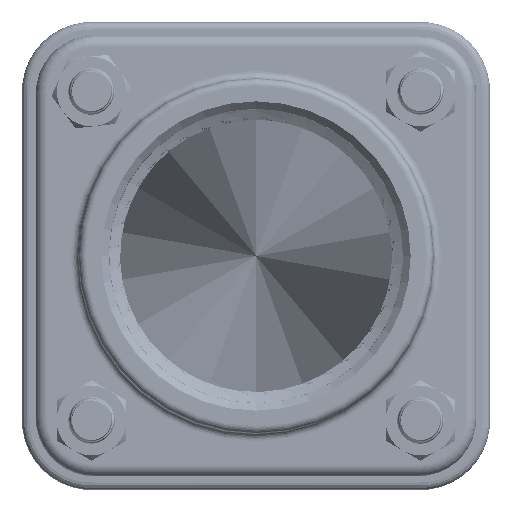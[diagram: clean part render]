
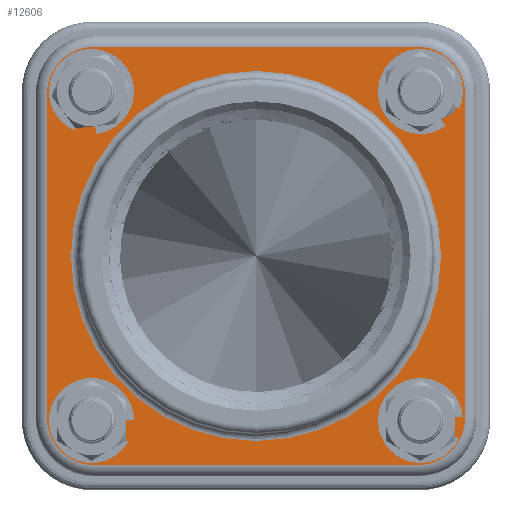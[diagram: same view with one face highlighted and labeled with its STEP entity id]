
A CAD part, front view. The second image highlights one B-rep face of the part: STEP entity #12606.
In plain terms, the highlighted face is planar.
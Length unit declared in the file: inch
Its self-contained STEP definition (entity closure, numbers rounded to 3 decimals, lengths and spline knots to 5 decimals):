
#630=PLANE('',#13696);
#1006=FACE_OUTER_BOUND('',#2453,.T.);
#1646=CIRCLE('',#13694,1.495);
#1647=CIRCLE('',#13695,1.495);
#1648=CIRCLE('',#13697,0.38);
#1649=CIRCLE('',#13698,0.38);
#1650=CIRCLE('',#13699,0.38);
#1651=CIRCLE('',#13700,0.38);
#1652=CIRCLE('',#13701,0.203);
#1653=CIRCLE('',#13702,0.203);
#1654=CIRCLE('',#13703,0.203);
#1655=CIRCLE('',#13704,0.203);
#2075=FACE_BOUND('',#2454,.T.);
#2076=FACE_BOUND('',#2455,.T.);
#2077=FACE_BOUND('',#2456,.T.);
#2078=FACE_BOUND('',#2457,.T.);
#2079=FACE_BOUND('',#2458,.T.);
#2453=EDGE_LOOP('',(#9916,#9917,#9918,#9919,#9920,#9921,#9922,#9923));
#2454=EDGE_LOOP('',(#9924));
#2455=EDGE_LOOP('',(#9925));
#2456=EDGE_LOOP('',(#9926));
#2457=EDGE_LOOP('',(#9927));
#2458=EDGE_LOOP('',(#9928,#9929));
#3778=LINE('',#24750,#4600);
#3779=LINE('',#24754,#4601);
#3780=LINE('',#24758,#4602);
#3781=LINE('',#24762,#4603);
#4600=VECTOR('',#15951,0.3937);
#4601=VECTOR('',#15954,0.3937);
#4602=VECTOR('',#15957,0.3937);
#4603=VECTOR('',#15960,0.3937);
#5561=VERTEX_POINT('',#24742);
#5562=VERTEX_POINT('',#24744);
#5563=VERTEX_POINT('',#24748);
#5564=VERTEX_POINT('',#24749);
#5565=VERTEX_POINT('',#24751);
#5566=VERTEX_POINT('',#24753);
#5567=VERTEX_POINT('',#24755);
#5568=VERTEX_POINT('',#24757);
#5569=VERTEX_POINT('',#24759);
#5570=VERTEX_POINT('',#24761);
#5571=VERTEX_POINT('',#24764);
#5572=VERTEX_POINT('',#24766);
#5573=VERTEX_POINT('',#24768);
#5574=VERTEX_POINT('',#24770);
#7123=EDGE_CURVE('',#5561,#5562,#1646,.T.);
#7124=EDGE_CURVE('',#5562,#5561,#1647,.T.);
#7125=EDGE_CURVE('',#5563,#5564,#3778,.T.);
#7126=EDGE_CURVE('',#5565,#5563,#1648,.T.);
#7127=EDGE_CURVE('',#5566,#5565,#3779,.T.);
#7128=EDGE_CURVE('',#5567,#5566,#1649,.T.);
#7129=EDGE_CURVE('',#5568,#5567,#3780,.T.);
#7130=EDGE_CURVE('',#5569,#5568,#1650,.T.);
#7131=EDGE_CURVE('',#5570,#5569,#3781,.T.);
#7132=EDGE_CURVE('',#5564,#5570,#1651,.T.);
#7133=EDGE_CURVE('',#5571,#5571,#1652,.T.);
#7134=EDGE_CURVE('',#5572,#5572,#1653,.T.);
#7135=EDGE_CURVE('',#5573,#5573,#1654,.T.);
#7136=EDGE_CURVE('',#5574,#5574,#1655,.T.);
#9916=ORIENTED_EDGE('',*,*,#7125,.F.);
#9917=ORIENTED_EDGE('',*,*,#7126,.F.);
#9918=ORIENTED_EDGE('',*,*,#7127,.F.);
#9919=ORIENTED_EDGE('',*,*,#7128,.F.);
#9920=ORIENTED_EDGE('',*,*,#7129,.F.);
#9921=ORIENTED_EDGE('',*,*,#7130,.F.);
#9922=ORIENTED_EDGE('',*,*,#7131,.F.);
#9923=ORIENTED_EDGE('',*,*,#7132,.F.);
#9924=ORIENTED_EDGE('',*,*,#7133,.T.);
#9925=ORIENTED_EDGE('',*,*,#7134,.T.);
#9926=ORIENTED_EDGE('',*,*,#7135,.T.);
#9927=ORIENTED_EDGE('',*,*,#7136,.T.);
#9928=ORIENTED_EDGE('',*,*,#7124,.F.);
#9929=ORIENTED_EDGE('',*,*,#7123,.F.);
#12606=ADVANCED_FACE('',(#1006,#2075,#2076,#2077,#2078,#2079),#630,.T.);
#13694=AXIS2_PLACEMENT_3D('',#24745,#15945,#15946);
#13695=AXIS2_PLACEMENT_3D('',#24746,#15947,#15948);
#13696=AXIS2_PLACEMENT_3D('',#24747,#15949,#15950);
#13697=AXIS2_PLACEMENT_3D('',#24752,#15952,#15953);
#13698=AXIS2_PLACEMENT_3D('',#24756,#15955,#15956);
#13699=AXIS2_PLACEMENT_3D('',#24760,#15958,#15959);
#13700=AXIS2_PLACEMENT_3D('',#24763,#15961,#15962);
#13701=AXIS2_PLACEMENT_3D('',#24765,#15963,#15964);
#13702=AXIS2_PLACEMENT_3D('',#24767,#15965,#15966);
#13703=AXIS2_PLACEMENT_3D('',#24769,#15967,#15968);
#13704=AXIS2_PLACEMENT_3D('',#24771,#15969,#15970);
#15945=DIRECTION('center_axis',(-1.,0.,0.));
#15946=DIRECTION('ref_axis',(0.,-1.,0.));
#15947=DIRECTION('center_axis',(-1.,0.,0.));
#15948=DIRECTION('ref_axis',(0.,-1.,0.));
#15949=DIRECTION('center_axis',(-1.,0.,0.));
#15950=DIRECTION('ref_axis',(0.,0.,1.));
#15951=DIRECTION('',(0.,0.,1.));
#15952=DIRECTION('center_axis',(1.,0.,0.));
#15953=DIRECTION('ref_axis',(0.,0.707,-0.707));
#15954=DIRECTION('',(0.,1.,0.));
#15955=DIRECTION('center_axis',(1.,0.,0.));
#15956=DIRECTION('ref_axis',(0.,-0.707,-0.707));
#15957=DIRECTION('',(0.,0.,-1.));
#15958=DIRECTION('center_axis',(1.,0.,0.));
#15959=DIRECTION('ref_axis',(0.,-0.707,0.707));
#15960=DIRECTION('',(0.,-1.,0.));
#15961=DIRECTION('center_axis',(1.,0.,0.));
#15962=DIRECTION('ref_axis',(0.,0.707,0.707));
#15963=DIRECTION('center_axis',(1.,0.,0.));
#15964=DIRECTION('ref_axis',(0.,0.,1.));
#15965=DIRECTION('center_axis',(1.,0.,0.));
#15966=DIRECTION('ref_axis',(0.,1.,0.));
#15967=DIRECTION('center_axis',(1.,0.,0.));
#15968=DIRECTION('ref_axis',(0.,0.,-1.));
#15969=DIRECTION('center_axis',(1.,0.,0.));
#15970=DIRECTION('ref_axis',(0.,-1.,0.));
#24742=CARTESIAN_POINT('',(-0.75,0.,1.495));
#24744=CARTESIAN_POINT('',(-0.75,1.495,0.));
#24745=CARTESIAN_POINT('Origin',(-0.75,0.,0.));
#24746=CARTESIAN_POINT('Origin',(-0.75,0.,0.));
#24747=CARTESIAN_POINT('Origin',(-0.75,1.6075,0.));
#24748=CARTESIAN_POINT('',(-0.75,1.69,-1.31));
#24749=CARTESIAN_POINT('',(-0.75,1.69,1.31));
#24750=CARTESIAN_POINT('',(-0.75,1.69,-0.655));
#24751=CARTESIAN_POINT('',(-0.75,1.31,-1.69));
#24752=CARTESIAN_POINT('Origin',(-0.75,1.31,-1.31));
#24753=CARTESIAN_POINT('',(-0.75,-1.31,-1.69));
#24754=CARTESIAN_POINT('',(-0.75,0.14875,-1.69));
#24755=CARTESIAN_POINT('',(-0.75,-1.69,-1.31));
#24756=CARTESIAN_POINT('Origin',(-0.75,-1.31,-1.31));
#24757=CARTESIAN_POINT('',(-0.75,-1.69,1.31));
#24758=CARTESIAN_POINT('',(-0.75,-1.69,0.655));
#24759=CARTESIAN_POINT('',(-0.75,-1.31,1.69));
#24760=CARTESIAN_POINT('Origin',(-0.75,-1.31,1.31));
#24761=CARTESIAN_POINT('',(-0.75,1.31,1.69));
#24762=CARTESIAN_POINT('',(-0.75,1.45875,1.69));
#24763=CARTESIAN_POINT('Origin',(-0.75,1.31,1.31));
#24764=CARTESIAN_POINT('',(-0.75,1.32936,-1.53236));
#24765=CARTESIAN_POINT('Origin',(-0.75,1.32936,-1.32936));
#24766=CARTESIAN_POINT('',(-0.75,-1.53236,-1.32936));
#24767=CARTESIAN_POINT('Origin',(-0.75,-1.32936,-1.32936));
#24768=CARTESIAN_POINT('',(-0.75,-1.32936,1.53236));
#24769=CARTESIAN_POINT('Origin',(-0.75,-1.32936,1.32936));
#24770=CARTESIAN_POINT('',(-0.75,1.53236,1.32936));
#24771=CARTESIAN_POINT('Origin',(-0.75,1.32936,1.32936));
